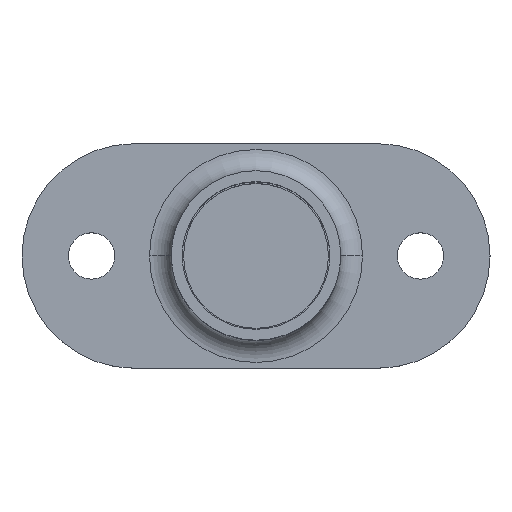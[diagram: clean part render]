
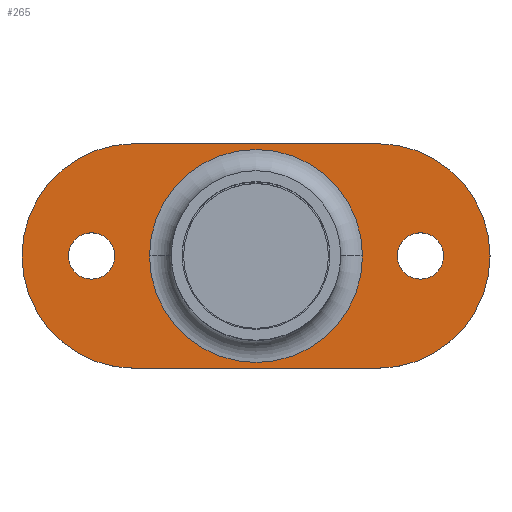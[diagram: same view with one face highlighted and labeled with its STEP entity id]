
A CAD part, top view. The second image highlights one B-rep face of the part: STEP entity #265.
In plain terms, the highlighted planar face has unit normal (0, 0, 1).
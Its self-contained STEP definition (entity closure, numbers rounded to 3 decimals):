
#150=CARTESIAN_POINT('Vertex',(51.8,0.,5.)) ;
#155=CARTESIAN_POINT('Line Origine',(35.,0.,5.)) ;
#159=CARTESIAN_POINT('Vertex',(18.2,0.,5.)) ;
#181=CARTESIAN_POINT('Axis2P3D Location',(0.,0.,5.)) ;
#186=CARTESIAN_POINT('Axis2P3D Location',(18.2,15.5,5.)) ;
#190=CARTESIAN_POINT('Vertex',(18.2,31.,5.)) ;
#193=CARTESIAN_POINT('Axis2P3D Location',(51.8,15.5,5.)) ;
#197=CARTESIAN_POINT('Vertex',(51.8,31.,5.)) ;
#200=CARTESIAN_POINT('Line Origine',(35.,31.,5.)) ;
#211=CARTESIAN_POINT('Axis2P3D Location',(35.,15.5,5.)) ;
#215=CARTESIAN_POINT('Vertex',(49.7,15.5,5.)) ;
#217=CARTESIAN_POINT('Vertex',(20.3,15.5,5.)) ;
#220=CARTESIAN_POINT('Axis2P3D Location',(35.,15.5,5.)) ;
#229=CARTESIAN_POINT('Axis2P3D Location',(57.7,15.5,5.)) ;
#233=CARTESIAN_POINT('Vertex',(60.9,15.5,5.)) ;
#235=CARTESIAN_POINT('Vertex',(54.5,15.5,5.)) ;
#238=CARTESIAN_POINT('Axis2P3D Location',(57.7,15.5,5.)) ;
#247=CARTESIAN_POINT('Axis2P3D Location',(12.3,15.5,5.)) ;
#251=CARTESIAN_POINT('Vertex',(15.5,15.5,5.)) ;
#253=CARTESIAN_POINT('Vertex',(9.1,15.5,5.)) ;
#256=CARTESIAN_POINT('Axis2P3D Location',(12.3,15.5,5.)) ;
#157=VECTOR('Line Direction',#156,1.) ;
#202=VECTOR('Line Direction',#201,1.) ;
#156=DIRECTION('Vector Direction',(1.,0.,0.)) ;
#182=DIRECTION('Axis2P3D Direction',(0.,0.,1.)) ;
#183=DIRECTION('Axis2P3D XDirection',(1.,0.,0.)) ;
#187=DIRECTION('Axis2P3D Direction',(0.,0.,1.)) ;
#194=DIRECTION('Axis2P3D Direction',(0.,0.,1.)) ;
#201=DIRECTION('Vector Direction',(-1.,0.,0.)) ;
#212=DIRECTION('Axis2P3D Direction',(0.,0.,1.)) ;
#221=DIRECTION('Axis2P3D Direction',(0.,0.,1.)) ;
#230=DIRECTION('Axis2P3D Direction',(0.,0.,1.)) ;
#239=DIRECTION('Axis2P3D Direction',(0.,0.,1.)) ;
#248=DIRECTION('Axis2P3D Direction',(0.,0.,1.)) ;
#257=DIRECTION('Axis2P3D Direction',(0.,0.,1.)) ;
#184=AXIS2_PLACEMENT_3D('Plane Axis2P3D',#181,#182,#183) ;
#188=AXIS2_PLACEMENT_3D('Circle Axis2P3D',#186,#187,$) ;
#195=AXIS2_PLACEMENT_3D('Circle Axis2P3D',#193,#194,$) ;
#213=AXIS2_PLACEMENT_3D('Circle Axis2P3D',#211,#212,$) ;
#222=AXIS2_PLACEMENT_3D('Circle Axis2P3D',#220,#221,$) ;
#231=AXIS2_PLACEMENT_3D('Circle Axis2P3D',#229,#230,$) ;
#240=AXIS2_PLACEMENT_3D('Circle Axis2P3D',#238,#239,$) ;
#249=AXIS2_PLACEMENT_3D('Circle Axis2P3D',#247,#248,$) ;
#258=AXIS2_PLACEMENT_3D('Circle Axis2P3D',#256,#257,$) ;
#158=LINE('Line',#155,#157) ;
#203=LINE('Line',#200,#202) ;
#189=CIRCLE('generated circle',#188,15.5) ;
#196=CIRCLE('generated circle',#195,15.5) ;
#214=CIRCLE('generated circle',#213,14.7) ;
#223=CIRCLE('generated circle',#222,14.7) ;
#232=CIRCLE('generated circle',#231,3.2) ;
#241=CIRCLE('generated circle',#240,3.2) ;
#250=CIRCLE('generated circle',#249,3.2) ;
#259=CIRCLE('generated circle',#258,3.2) ;
#185=PLANE('',#184) ;
#228=FACE_BOUND('',#225,.T.) ;
#246=FACE_BOUND('',#243,.T.) ;
#264=FACE_BOUND('',#261,.T.) ;
#161=EDGE_CURVE('',#160,#151,#158,.T.) ;
#192=EDGE_CURVE('',#191,#160,#189,.T.) ;
#199=EDGE_CURVE('',#151,#198,#196,.T.) ;
#204=EDGE_CURVE('',#198,#191,#203,.T.) ;
#219=EDGE_CURVE('',#216,#218,#214,.F.) ;
#224=EDGE_CURVE('',#218,#216,#223,.F.) ;
#237=EDGE_CURVE('',#234,#236,#232,.T.) ;
#242=EDGE_CURVE('',#236,#234,#241,.T.) ;
#255=EDGE_CURVE('',#252,#254,#250,.T.) ;
#260=EDGE_CURVE('',#254,#252,#259,.T.) ;
#206=ORIENTED_EDGE('',*,*,#192,.T.) ;
#207=ORIENTED_EDGE('',*,*,#161,.T.) ;
#208=ORIENTED_EDGE('',*,*,#199,.T.) ;
#209=ORIENTED_EDGE('',*,*,#204,.T.) ;
#226=ORIENTED_EDGE('',*,*,#219,.T.) ;
#227=ORIENTED_EDGE('',*,*,#224,.T.) ;
#244=ORIENTED_EDGE('',*,*,#237,.F.) ;
#245=ORIENTED_EDGE('',*,*,#242,.F.) ;
#262=ORIENTED_EDGE('',*,*,#255,.F.) ;
#263=ORIENTED_EDGE('',*,*,#260,.F.) ;
#205=EDGE_LOOP('',(#206,#207,#208,#209)) ;
#225=EDGE_LOOP('',(#226,#227)) ;
#243=EDGE_LOOP('',(#244,#245)) ;
#261=EDGE_LOOP('',(#262,#263)) ;
#151=VERTEX_POINT('',#150) ;
#160=VERTEX_POINT('',#159) ;
#191=VERTEX_POINT('',#190) ;
#198=VERTEX_POINT('',#197) ;
#216=VERTEX_POINT('',#215) ;
#218=VERTEX_POINT('',#217) ;
#234=VERTEX_POINT('',#233) ;
#236=VERTEX_POINT('',#235) ;
#252=VERTEX_POINT('',#251) ;
#254=VERTEX_POINT('',#253) ;
#265=ADVANCED_FACE('Corps principal',(#210,#228,#246,#264),#185,.T.) ;
#210=FACE_OUTER_BOUND('',#205,.T.) ;
